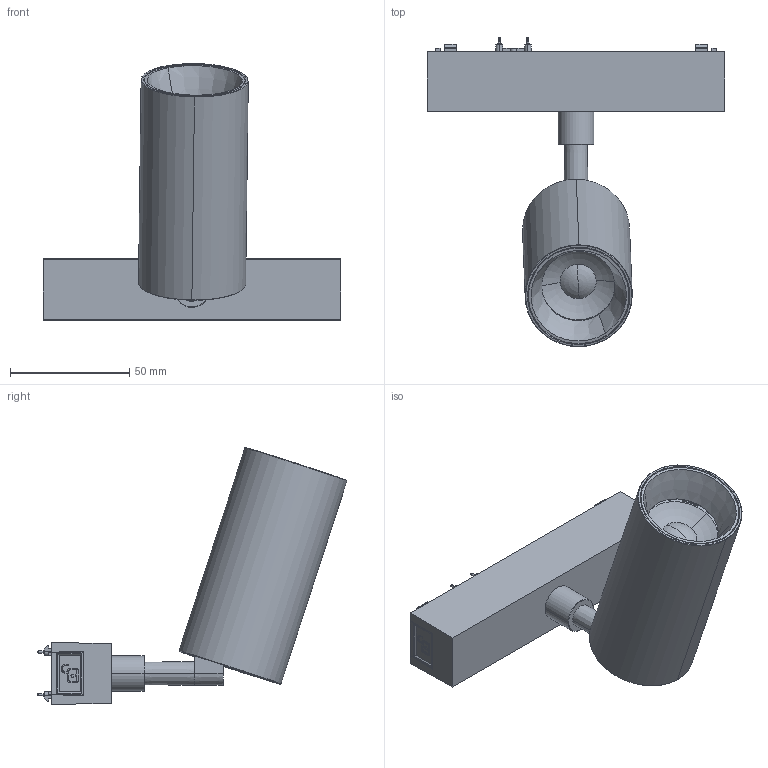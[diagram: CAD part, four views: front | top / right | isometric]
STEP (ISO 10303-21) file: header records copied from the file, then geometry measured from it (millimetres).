
FILE_DESCRIPTION (( 'STEP AP203' ), '1' );
FILE_NAME ('S-SU-26-10W-A1.STEP', '2023-05-10T08:50:57', ( 'ylmfeng' ), ( 'ylmfeng.com' ), 'SwSTEP 2.0', 'SolidWorks 2018', '' );
FILE_SCHEMA (( 'CONFIG_CONTROL_DESIGN' ));
Length unit declared in the file: millimetre
Products named in the file (22): 201-A1-10-腑芠; 201-A1-10-腑极; 耳13.5X耳10X0.3 疏檢貌侗; 201-A1綴裔; 201-A1-10-散热器; S-SU-26-10W-A1; 35黑光透镜+光源支架; D35-窪嫖芵噩; 麥芛囀鞠褒蹟佪M3X8; 201-A1-10-翋极; 201-A1ヶ欶; 圆柱头内六角螺丝-M4X22; 201-A1牷啊盓殤; 201-A1蟀諉翐; et26-棠柲寢耋芛; 20X16X3.0mm棠沺; BRIDGELUX V8E嫖埭; 1.07.02423-窪嫖D35嫖埭盓殤10-E; M10X11.8埴芛祅晚挴奪; M4滅侂蹟譫; ET26-棠柲寢耋芛; ㄗ18.4ㄘ耳16X耳10.2X1.1mm滅唅縐え
Assembly tree (21 placements, depth 4):
  S-SU-26-10W-A1
    ET26-棠柲寢耋芛
      et26-棠柲寢耋芛
      20X16X3.0mm棠沺
      M10X11.8埴芛祅晚挴奪
      ㄗ18.4ㄘ耳16X耳10.2X1.1mm滅唅縐え
      耳13.5X耳10X0.3 疏檢貌侗
    201-A1蟀諉翐
    201-A1牷啊盓殤
    201-A1-10-翋极
      201-A1-10-腑极
        201-A1-10-腑芠
        201-A1-10-散热器
      201-A1ヶ欶
      麥芛囀鞠褒蹟佪M3X8
      201-A1綴裔
      BRIDGELUX V8E嫖埭
      35黑光透镜+光源支架
        1.07.02423-窪嫖D35嫖埭盓殤10-E
        D35-窪嫖芵噩
    圆柱头内六角螺丝-M4X22
    M4滅侂蹟譫
Bounding box: 125 x 130.08 x 107.85 mm (x, y, z)
Volume: 71620.3 mm3; surface area: 104183.9 mm2
Topology: 15 solids, 34 shells, 2688 faces, 7359 edges, 4780 vertices
Faces by surface type: plane 1385, cylinder 570, bspline 404, cone 283, torus 46
Entity records: 104747 total; most frequent: CARTESIAN_POINT 36408, ORIENTED_EDGE 14640, DIRECTION 12637, EDGE_CURVE 7341, VERTEX_POINT 4780, AXIS2_PLACEMENT_3D 4229, LINE 4179, VECTOR 4179
